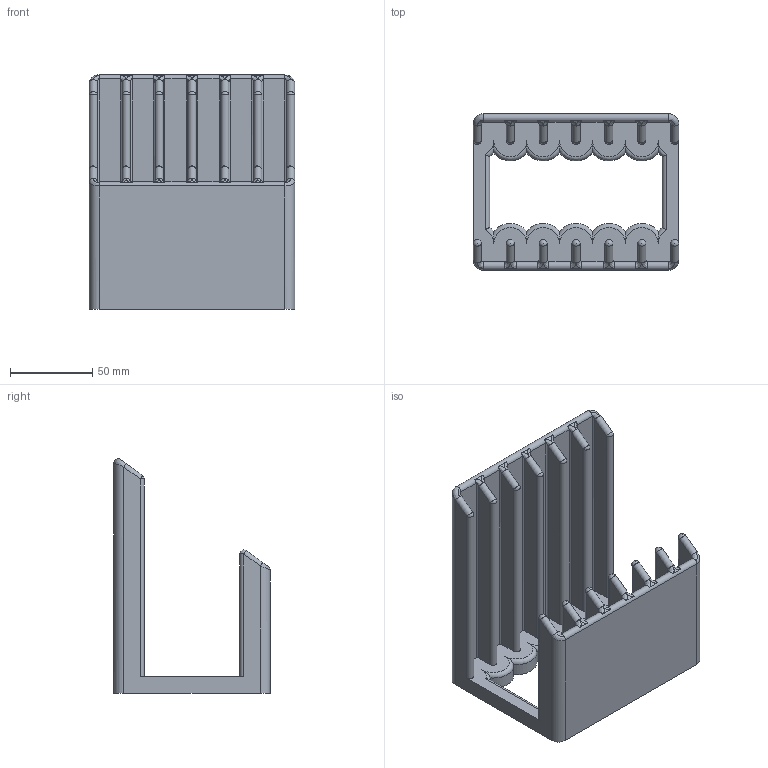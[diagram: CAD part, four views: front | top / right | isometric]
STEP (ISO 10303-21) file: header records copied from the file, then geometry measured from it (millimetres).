
FILE_DESCRIPTION(/* description */ (''),/* implementation_level */ '2;1');
FILE_NAME(/* name */ 'Phone Holder v3.step',/* time_stamp */ '2023-05-23T16:03:44-07:00',/* author */ (''),/* organization */ (''),/* preprocessor_version */ 'ST-DEVELOPER v19.2',/* originating_system */ 'Autodesk Translation Framework v12.4.0.73',/* authorisation */ '');
FILE_SCHEMA (('AUTOMOTIVE_DESIGN { 1 0 10303 214 3 1 1 }'));
Length unit declared in the file: millimetre
Products named in the file (1): Phone Holder
Bounding box: 125 x 95 x 142.6 mm (x, y, z)
Volume: 287258.2 mm3; surface area: 106494.3 mm2
Topology: 1 solids, 1 shells, 184 faces, 450 edges, 261 vertices
Faces by surface type: cylinder 74, plane 54, bspline 28, torus 14, sphere 14
Entity records: 6903 total; most frequent: CARTESIAN_POINT 2541, DIRECTION 968, ORIENTED_EDGE 886, EDGE_CURVE 443, AXIS2_PLACEMENT_3D 384, VERTEX_POINT 261, LINE 200, VECTOR 200
